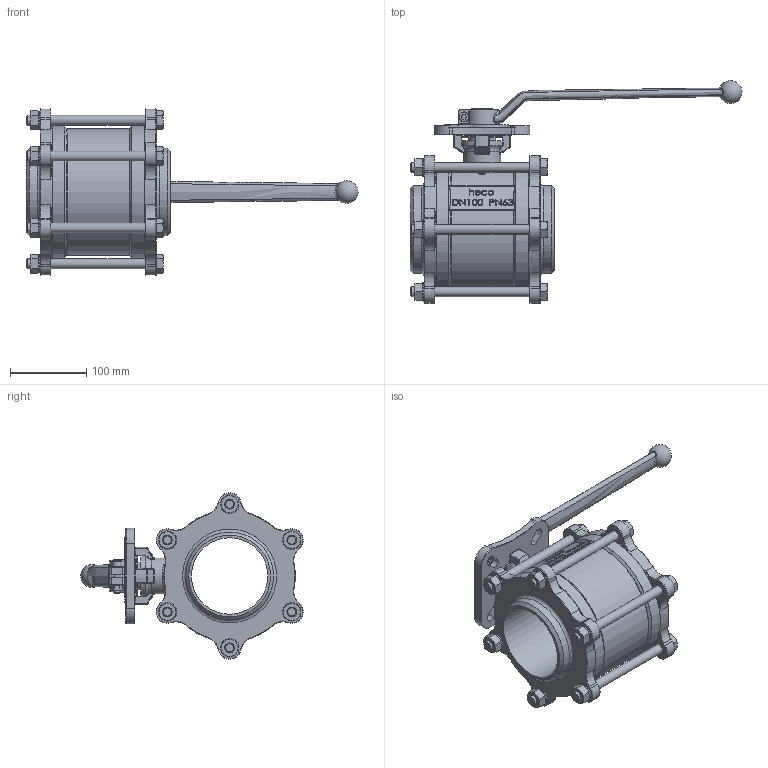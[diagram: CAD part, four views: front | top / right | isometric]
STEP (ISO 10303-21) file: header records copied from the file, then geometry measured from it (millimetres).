
FILE_DESCRIPTION (( 'STEP AP214' ), '1' );
FILE_NAME ('K3DA-400-0SS-4 Kugelhahn 3-teilig heco step214.STEP', '2013-03-06T13:51:56', ( 'test' ), ( '' ), 'SwSTEP 2.0', 'SolidWorks 2011', '' );
FILE_SCHEMA (( 'AUTOMOTIVE_DESIGN' ));
Length unit declared in the file: millimetre
Products named in the file (1): K3DA-400-0SS-4 Kugelhahn 3-teilig heco step214
Bounding box: 434.5 x 291.18 x 217.89 mm (x, y, z)
Volume: 2925838.2 mm3; surface area: 344040 mm2
Topology: 2 solids, 2 shells, 1598 faces, 3927 edges, 2372 vertices
Faces by surface type: plane 518, bspline 387, cylinder 325, torus 197, cone 140, sphere 31
Full cylindrical faces by diameter (mm): 8 x2, 11 x1, 12.7 x12, 13 x1, 14 x12, 24 x6, 36 x1, 48 x1, 54 x2, 56 x1, 100 x1, 115 x2, 171.98 x2, 172 x2
Entity records: 84225 total; most frequent: CARTESIAN_POINT 32361, ORIENTED_EDGE 7552, DIRECTION 6263, EDGE_CURVE 3776, AXIS2_PLACEMENT_3D 2357, VERTEX_POINT 2340, EDGE_LOOP 1792, FACE_OUTER_BOUND 1658
